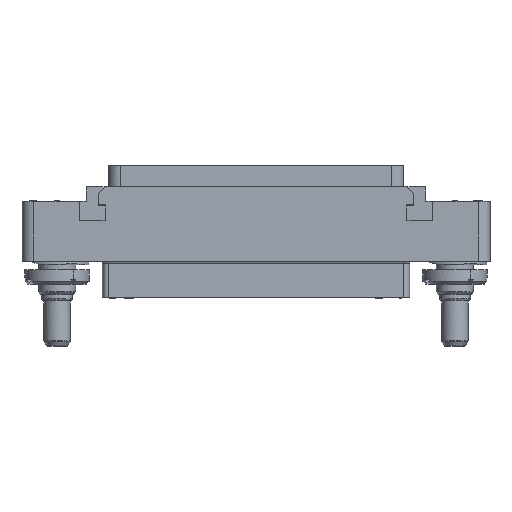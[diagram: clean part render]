
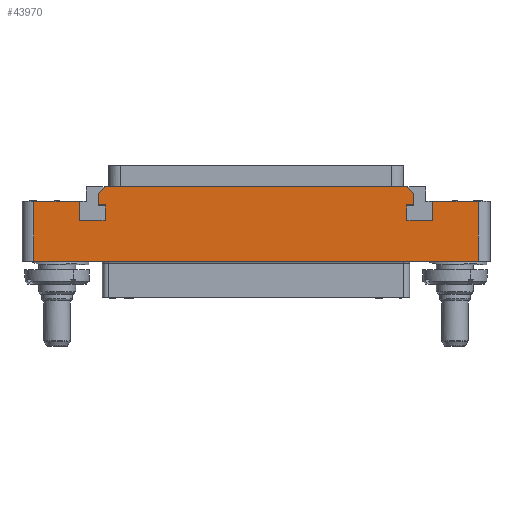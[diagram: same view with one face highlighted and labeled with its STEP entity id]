
A CAD part, top view. The second image highlights one B-rep face of the part: STEP entity #43970.
In plain terms, the highlighted planar face has unit normal (0, 0, 1).
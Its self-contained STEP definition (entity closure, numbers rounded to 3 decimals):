
#1976=DIRECTION('',(0.,-1.,0.));
#1977=VECTOR('',#1976,10.25);
#1978=CARTESIAN_POINT('',(-38.,10.25,7.));
#1979=LINE('',#1978,#1977);
#1994=DIRECTION('',(-1.,0.,0.));
#1995=VECTOR('',#1994,76.);
#1996=CARTESIAN_POINT('',(38.,0.,7.));
#1997=LINE('',#1996,#1995);
#1998=DIRECTION('',(1.,0.,0.));
#1999=VECTOR('',#1998,7.8);
#2000=CARTESIAN_POINT('',(-38.,10.25,7.));
#2001=LINE('',#2000,#1999);
#2002=DIRECTION('',(0.,-1.,0.));
#2003=VECTOR('',#2002,3.2);
#2004=CARTESIAN_POINT('',(-30.2,10.25,7.));
#2005=LINE('',#2004,#2003);
#2006=DIRECTION('',(1.,0.,0.));
#2007=VECTOR('',#2006,4.4);
#2008=CARTESIAN_POINT('',(-30.2,7.05,7.));
#2009=LINE('',#2008,#2007);
#2010=DIRECTION('',(0.,1.,0.));
#2011=VECTOR('',#2010,2.6);
#2012=CARTESIAN_POINT('',(-25.8,7.05,7.));
#2013=LINE('',#2012,#2011);
#2014=DIRECTION('',(-1.,0.,0.));
#2015=VECTOR('',#2014,1.2);
#2016=CARTESIAN_POINT('',(-25.8,9.65,7.));
#2017=LINE('',#2016,#2015);
#2018=DIRECTION('',(0.,-1.,0.));
#2019=VECTOR('',#2018,1.9);
#2020=CARTESIAN_POINT('',(-27.,11.55,7.));
#2021=LINE('',#2020,#2019);
#2022=DIRECTION('',(1.,0.,0.));
#2023=VECTOR('',#2022,51.6);
#2024=CARTESIAN_POINT('',(-25.8,12.75,7.));
#2025=LINE('',#2024,#2023);
#2026=DIRECTION('',(0.,-1.,0.));
#2027=VECTOR('',#2026,1.9);
#2028=CARTESIAN_POINT('',(27.,11.55,7.));
#2029=LINE('',#2028,#2027);
#2030=DIRECTION('',(-1.,0.,0.));
#2031=VECTOR('',#2030,1.2);
#2032=CARTESIAN_POINT('',(27.,9.65,7.));
#2033=LINE('',#2032,#2031);
#2034=DIRECTION('',(0.,-1.,0.));
#2035=VECTOR('',#2034,2.6);
#2036=CARTESIAN_POINT('',(25.8,9.65,7.));
#2037=LINE('',#2036,#2035);
#2038=DIRECTION('',(1.,0.,0.));
#2039=VECTOR('',#2038,4.4);
#2040=CARTESIAN_POINT('',(25.8,7.05,7.));
#2041=LINE('',#2040,#2039);
#2042=DIRECTION('',(0.,1.,0.));
#2043=VECTOR('',#2042,3.2);
#2044=CARTESIAN_POINT('',(30.2,7.05,7.));
#2045=LINE('',#2044,#2043);
#2046=DIRECTION('',(1.,0.,0.));
#2047=VECTOR('',#2046,7.8);
#2048=CARTESIAN_POINT('',(30.2,10.25,7.));
#2049=LINE('',#2048,#2047);
#2050=DIRECTION('',(0.,1.,0.));
#2051=VECTOR('',#2050,10.25);
#2052=CARTESIAN_POINT('',(38.,0.,7.));
#2053=LINE('',#2052,#2051);
#11060=DIRECTION('',(-0.707,-0.707,0.));
#11061=VECTOR('',#11060,1.697);
#11062=CARTESIAN_POINT('',(-25.8,12.75,7.));
#11063=LINE('',#11062,#11061);
#11084=DIRECTION('',(0.707,-0.707,0.));
#11085=VECTOR('',#11084,1.697);
#11086=CARTESIAN_POINT('',(25.8,12.75,7.));
#11087=LINE('',#11086,#11085);
#34907=CARTESIAN_POINT('',(-30.2,10.25,7.));
#34908=CARTESIAN_POINT('',(-30.2,7.05,7.));
#34909=VERTEX_POINT('',#34907);
#34910=VERTEX_POINT('',#34908);
#34911=CARTESIAN_POINT('',(-25.8,7.05,7.));
#34912=VERTEX_POINT('',#34911);
#34913=CARTESIAN_POINT('',(-25.8,9.65,7.));
#34914=VERTEX_POINT('',#34913);
#34915=CARTESIAN_POINT('',(-27.,9.65,7.));
#34916=VERTEX_POINT('',#34915);
#34917=CARTESIAN_POINT('',(27.,9.65,7.));
#34918=CARTESIAN_POINT('',(25.8,9.65,7.));
#34919=VERTEX_POINT('',#34917);
#34920=VERTEX_POINT('',#34918);
#34921=CARTESIAN_POINT('',(25.8,7.05,7.));
#34922=VERTEX_POINT('',#34921);
#34923=CARTESIAN_POINT('',(30.2,7.05,7.));
#34924=VERTEX_POINT('',#34923);
#34925=CARTESIAN_POINT('',(30.2,10.25,7.));
#34926=VERTEX_POINT('',#34925);
#34931=CARTESIAN_POINT('',(-25.8,12.75,7.));
#34933=VERTEX_POINT('',#34931);
#34935=CARTESIAN_POINT('',(-27.,11.55,7.));
#34937=VERTEX_POINT('',#34935);
#34939=CARTESIAN_POINT('',(25.8,12.75,7.));
#34941=VERTEX_POINT('',#34939);
#34943=CARTESIAN_POINT('',(27.,11.55,7.));
#34945=VERTEX_POINT('',#34943);
#35035=CARTESIAN_POINT('',(38.,0.,7.));
#35036=CARTESIAN_POINT('',(38.,10.25,7.));
#35037=VERTEX_POINT('',#35035);
#35038=VERTEX_POINT('',#35036);
#35043=CARTESIAN_POINT('',(-38.,10.25,7.));
#35044=CARTESIAN_POINT('',(-38.,0.,7.));
#35045=VERTEX_POINT('',#35043);
#35046=VERTEX_POINT('',#35044);
#43931=CARTESIAN_POINT('',(0.,0.,7.));
#43932=DIRECTION('',(0.,0.,-1.));
#43933=DIRECTION('',(-1.,0.,0.));
#43934=AXIS2_PLACEMENT_3D('',#43931,#43932,#43933);
#43935=PLANE('',#43934);
#43937=ORIENTED_EDGE('',*,*,#43936,.F.);
#43939=ORIENTED_EDGE('',*,*,#43938,.T.);
#43940=ORIENTED_EDGE('',*,*,#43921,.F.);
#43941=ORIENTED_EDGE('',*,*,#43631,.T.);
#43943=ORIENTED_EDGE('',*,*,#43942,.T.);
#43945=ORIENTED_EDGE('',*,*,#43944,.T.);
#43947=ORIENTED_EDGE('',*,*,#43946,.T.);
#43949=ORIENTED_EDGE('',*,*,#43948,.T.);
#43951=ORIENTED_EDGE('',*,*,#43950,.F.);
#43953=ORIENTED_EDGE('',*,*,#43952,.F.);
#43954=ORIENTED_EDGE('',*,*,#43033,.T.);
#43956=ORIENTED_EDGE('',*,*,#43955,.T.);
#43958=ORIENTED_EDGE('',*,*,#43957,.T.);
#43960=ORIENTED_EDGE('',*,*,#43959,.T.);
#43962=ORIENTED_EDGE('',*,*,#43961,.T.);
#43964=ORIENTED_EDGE('',*,*,#43963,.T.);
#43966=ORIENTED_EDGE('',*,*,#43965,.T.);
#43967=ORIENTED_EDGE('',*,*,#43122,.T.);
#43968=EDGE_LOOP('',(#43937,#43939,#43940,#43941,#43943,#43945,#43947,#43949,
#43951,#43953,#43954,#43956,#43958,#43960,#43962,#43964,#43966,#43967));
#43969=FACE_OUTER_BOUND('',#43968,.F.);
#43970=ADVANCED_FACE('',(#43969),#43935,.F.);
#43033=EDGE_CURVE('',#34933,#34941,#2025,.T.);
#43122=EDGE_CURVE('',#34926,#35038,#2049,.T.);
#43631=EDGE_CURVE('',#35045,#34909,#2001,.T.);
#43921=EDGE_CURVE('',#35045,#35046,#1979,.T.);
#43936=EDGE_CURVE('',#35037,#35038,#2053,.T.);
#43938=EDGE_CURVE('',#35037,#35046,#1997,.T.);
#43942=EDGE_CURVE('',#34909,#34910,#2005,.T.);
#43944=EDGE_CURVE('',#34910,#34912,#2009,.T.);
#43946=EDGE_CURVE('',#34912,#34914,#2013,.T.);
#43948=EDGE_CURVE('',#34914,#34916,#2017,.T.);
#43950=EDGE_CURVE('',#34937,#34916,#2021,.T.);
#43952=EDGE_CURVE('',#34933,#34937,#11063,.T.);
#43955=EDGE_CURVE('',#34941,#34945,#11087,.T.);
#43957=EDGE_CURVE('',#34945,#34919,#2029,.T.);
#43959=EDGE_CURVE('',#34919,#34920,#2033,.T.);
#43961=EDGE_CURVE('',#34920,#34922,#2037,.T.);
#43963=EDGE_CURVE('',#34922,#34924,#2041,.T.);
#43965=EDGE_CURVE('',#34924,#34926,#2045,.T.);
